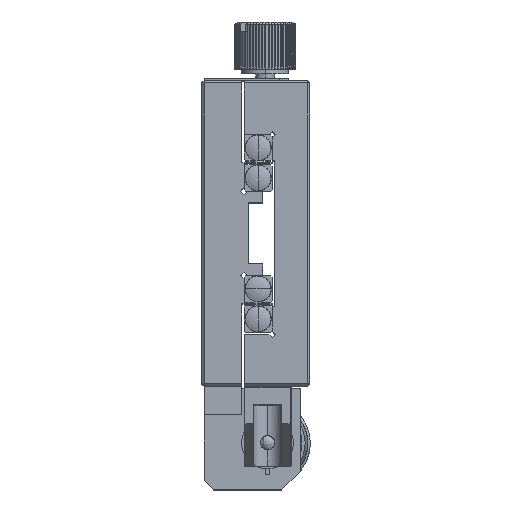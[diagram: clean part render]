
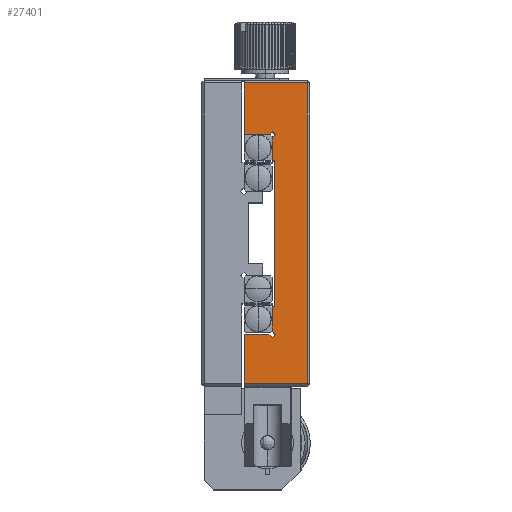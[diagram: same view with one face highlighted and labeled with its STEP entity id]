
A CAD part, top view. The second image highlights one B-rep face of the part: STEP entity #27401.
In plain terms, the highlighted planar face has unit normal (0, 0, 1).
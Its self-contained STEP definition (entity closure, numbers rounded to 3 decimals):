
#99 = EDGE_CURVE ( 'NONE', #31728, #40194, #13047, .T. ) ;
#332 = VECTOR ( 'NONE', #10189, 1000. ) ;
#397 = CARTESIAN_POINT ( 'NONE',  ( -5.187, -217.641, 32.5 ) ) ;
#539 = DIRECTION ( 'NONE',  ( 0.707, 0.707, 0. ) ) ;
#601 = LINE ( 'NONE', #397, #22677 ) ;
#668 = CARTESIAN_POINT ( 'NONE',  ( 2.813, -254.641, 32.5 ) ) ;
#986 = LINE ( 'NONE', #13993, #7704 ) ;
#1224 = ORIENTED_EDGE ( 'NONE', *, *, #37377, .T. ) ;
#1785 = DIRECTION ( 'NONE',  ( 0., -1., 0. ) ) ;
#1900 = CARTESIAN_POINT ( 'NONE',  ( -4.687, -248.641, 32.5 ) ) ;
#2030 = VERTEX_POINT ( 'NONE', #35290 ) ;
#2251 = ORIENTED_EDGE ( 'NONE', *, *, #28081, .T. ) ;
#2252 = ORIENTED_EDGE ( 'NONE', *, *, #20816, .T. ) ;
#2357 = ORIENTED_EDGE ( 'NONE', *, *, #22895, .T. ) ;
#2358 = CARTESIAN_POINT ( 'NONE',  ( -5.187, -255.349, 32.5 ) ) ;
#2501 = VECTOR ( 'NONE', #16857, 1000. ) ;
#2925 = LINE ( 'NONE', #30580, #17810 ) ;
#3524 = VERTEX_POINT ( 'NONE', #3549 ) ;
#3549 = CARTESIAN_POINT ( 'NONE',  ( -4.48, -212.141, 32.5 ) ) ;
#3907 = LINE ( 'NONE', #668, #4103 ) ;
#4076 = CARTESIAN_POINT ( 'NONE',  ( 2.313, -201.141, 32.5 ) ) ;
#4103 = VECTOR ( 'NONE', #28708, 1000. ) ;
#4124 = CARTESIAN_POINT ( 'NONE',  ( -5.187, -212.849, 32.5 ) ) ;
#4419 = CARTESIAN_POINT ( 'NONE',  ( -5.187, -253.934, 32.5 ) ) ;
#4579 = VECTOR ( 'NONE', #9180, 1000. ) ;
#5002 = DIRECTION ( 'NONE',  ( 1., 0., 0. ) ) ;
#6627 = VERTEX_POINT ( 'NONE', #24189 ) ;
#6921 = DIRECTION ( 'NONE',  ( -1., 0., 0. ) ) ;
#7690 = ORIENTED_EDGE ( 'NONE', *, *, #16063, .T. ) ;
#7704 = VECTOR ( 'NONE', #26392, 1000. ) ;
#7891 = VERTEX_POINT ( 'NONE', #2358 ) ;
#8375 = VECTOR ( 'NONE', #539, 1000. ) ;
#8491 = ORIENTED_EDGE ( 'NONE', *, *, #14494, .T. ) ;
#8659 = LINE ( 'NONE', #39749, #31430 ) ;
#8693 = DIRECTION ( 'NONE',  ( 0.707, -0.707, 0. ) ) ;
#9094 = CARTESIAN_POINT ( 'NONE',  ( -5.187, -211.434, 32.5 ) ) ;
#9180 = DIRECTION ( 'NONE',  ( 0.707, -0.707, 0. ) ) ;
#9749 = DIRECTION ( 'NONE',  ( 0., -1., 0. ) ) ;
#9891 = LINE ( 'NONE', #9094, #8375 ) ;
#10189 = DIRECTION ( 'NONE',  ( 1., 0., 0. ) ) ;
#10898 = LINE ( 'NONE', #32647, #29072 ) ;
#11592 = VERTEX_POINT ( 'NONE', #26321 ) ;
#13002 = CARTESIAN_POINT ( 'NONE',  ( 2.313, -200.641, 32.5 ) ) ;
#13024 = DIRECTION ( 'NONE',  ( -0.707, 0.707, 0. ) ) ;
#13047 = LINE ( 'NONE', #22210, #332 ) ;
#13993 = CARTESIAN_POINT ( 'NONE',  ( -5.187, -255.349, 32.5 ) ) ;
#14494 = EDGE_CURVE ( 'NONE', #33398, #11592, #8659, .T. ) ;
#14884 = VERTEX_POINT ( 'NONE', #1900 ) ;
#14980 = ORIENTED_EDGE ( 'NONE', *, *, #19697, .T. ) ;
#15790 = ORIENTED_EDGE ( 'NONE', *, *, #30961, .T. ) ;
#15880 = CARTESIAN_POINT ( 'NONE',  ( -5.187, -255.349, 32.5 ) ) ;
#15961 = EDGE_CURVE ( 'NONE', #11592, #14884, #24415, .T. ) ;
#16063 = EDGE_CURVE ( 'NONE', #32004, #31963, #21984, .T. ) ;
#16143 = ORIENTED_EDGE ( 'NONE', *, *, #35365, .T. ) ;
#16857 = DIRECTION ( 'NONE',  ( -1., 0., 0. ) ) ;
#16934 = VECTOR ( 'NONE', #21862, 1000. ) ;
#17217 = DIRECTION ( 'NONE',  ( 0., -1., 0. ) ) ;
#17264 = PLANE ( 'NONE',  #29034 ) ;
#17424 = VECTOR ( 'NONE', #8693, 1000. ) ;
#17810 = VECTOR ( 'NONE', #34219, 1000. ) ;
#18132 = CARTESIAN_POINT ( 'NONE',  ( -5.187, -211.434, 32.5 ) ) ;
#18136 = VERTEX_POINT ( 'NONE', #4124 ) ;
#18539 = CARTESIAN_POINT ( 'NONE',  ( -4.687, -265.641, 32.5 ) ) ;
#19070 = ORIENTED_EDGE ( 'NONE', *, *, #15961, .T. ) ;
#19143 = ORIENTED_EDGE ( 'NONE', *, *, #25189, .T. ) ;
#19697 = EDGE_CURVE ( 'NONE', #7891, #6627, #28473, .T. ) ;
#19720 = LINE ( 'NONE', #35734, #2501 ) ;
#20110 = LINE ( 'NONE', #4419, #32567 ) ;
#20126 = FACE_OUTER_BOUND ( 'NONE', #33445, .T. ) ;
#20213 = ORIENTED_EDGE ( 'NONE', *, *, #99, .T. ) ;
#20816 = EDGE_CURVE ( 'NONE', #23513, #29616, #33968, .T. ) ;
#21486 = EDGE_CURVE ( 'NONE', #29200, #23513, #20110, .T. ) ;
#21664 = LINE ( 'NONE', #34036, #16934 ) ;
#21862 = DIRECTION ( 'NONE',  ( 1., 0., 0. ) ) ;
#21964 = CARTESIAN_POINT ( 'NONE',  ( -5.187, -217.641, 32.5 ) ) ;
#21984 = LINE ( 'NONE', #31110, #32719 ) ;
#22210 = CARTESIAN_POINT ( 'NONE',  ( 2.813, -212.141, 32.5 ) ) ;
#22677 = VECTOR ( 'NONE', #31500, 1000. ) ;
#22895 = EDGE_CURVE ( 'NONE', #37746, #3524, #33286, .T. ) ;
#23050 = ORIENTED_EDGE ( 'NONE', *, *, #31425, .T. ) ;
#23513 = VERTEX_POINT ( 'NONE', #39671 ) ;
#23716 = CARTESIAN_POINT ( 'NONE',  ( -5.187, -248.641, 32.5 ) ) ;
#24189 = CARTESIAN_POINT ( 'NONE',  ( -5.894, -254.641, 32.5 ) ) ;
#24415 = LINE ( 'NONE', #18539, #28251 ) ;
#24452 = CARTESIAN_POINT ( 'NONE',  ( -4.48, -254.641, 32.5 ) ) ;
#24652 = DIRECTION ( 'NONE',  ( 0., -1., 0. ) ) ;
#24823 = CARTESIAN_POINT ( 'NONE',  ( -5.187, -253.934, 32.5 ) ) ;
#24911 = EDGE_CURVE ( 'NONE', #14884, #29200, #19720, .T. ) ;
#24963 = EDGE_CURVE ( 'NONE', #29616, #7891, #986, .T. ) ;
#25077 = CARTESIAN_POINT ( 'NONE',  ( -5.894, -212.141, 32.5 ) ) ;
#25189 = EDGE_CURVE ( 'NONE', #40194, #37746, #9891, .T. ) ;
#25947 = VERTEX_POINT ( 'NONE', #26894 ) ;
#26139 = ORIENTED_EDGE ( 'NONE', *, *, #21486, .T. ) ;
#26203 = LINE ( 'NONE', #13002, #39348 ) ;
#26321 = CARTESIAN_POINT ( 'NONE',  ( -4.687, -217.641, 32.5 ) ) ;
#26392 = DIRECTION ( 'NONE',  ( -0.707, -0.707, 0. ) ) ;
#26620 = VECTOR ( 'NONE', #24652, 1000. ) ;
#26894 = CARTESIAN_POINT ( 'NONE',  ( -11.187, -254.641, 32.5 ) ) ;
#27401 = ADVANCED_FACE ( 'NONE', ( #20126 ), #17264, .T. ) ;
#27789 = CARTESIAN_POINT ( 'NONE',  ( -11.187, -265.141, 32.5 ) ) ;
#28081 = EDGE_CURVE ( 'NONE', #33754, #2030, #21664, .T. ) ;
#28251 = VECTOR ( 'NONE', #30905, 1000. ) ;
#28473 = LINE ( 'NONE', #15880, #33084 ) ;
#28708 = DIRECTION ( 'NONE',  ( -1., 0., 0. ) ) ;
#29034 = AXIS2_PLACEMENT_3D ( 'NONE', #29646, #29849, #1785 ) ;
#29072 = VECTOR ( 'NONE', #17217, 1000. ) ;
#29200 = VERTEX_POINT ( 'NONE', #23716 ) ;
#29616 = VERTEX_POINT ( 'NONE', #24452 ) ;
#29646 = CARTESIAN_POINT ( 'NONE',  ( 2.813, -265.641, 32.5 ) ) ;
#29849 = DIRECTION ( 'NONE',  ( 0., 0., 1. ) ) ;
#30335 = CARTESIAN_POINT ( 'NONE',  ( -11.187, -212.141, 32.5 ) ) ;
#30580 = CARTESIAN_POINT ( 'NONE',  ( -4.48, -212.141, 32.5 ) ) ;
#30905 = DIRECTION ( 'NONE',  ( 0., -1., 0. ) ) ;
#30961 = EDGE_CURVE ( 'NONE', #6627, #25947, #3907, .T. ) ;
#31110 = CARTESIAN_POINT ( 'NONE',  ( 2.813, -201.141, 32.5 ) ) ;
#31425 = EDGE_CURVE ( 'NONE', #3524, #18136, #2925, .T. ) ;
#31430 = VECTOR ( 'NONE', #5002, 1000. ) ;
#31500 = DIRECTION ( 'NONE',  ( 0., -1., 0. ) ) ;
#31728 = VERTEX_POINT ( 'NONE', #30335 ) ;
#31963 = VERTEX_POINT ( 'NONE', #32136 ) ;
#32004 = VERTEX_POINT ( 'NONE', #4076 ) ;
#32136 = CARTESIAN_POINT ( 'NONE',  ( -11.187, -201.141, 32.5 ) ) ;
#32279 = DIRECTION ( 'NONE',  ( 0., -1., 0. ) ) ;
#32285 = ORIENTED_EDGE ( 'NONE', *, *, #33546, .F. ) ;
#32567 = VECTOR ( 'NONE', #32279, 1000. ) ;
#32647 = CARTESIAN_POINT ( 'NONE',  ( -11.187, -265.641, 32.5 ) ) ;
#32719 = VECTOR ( 'NONE', #6921, 1000. ) ;
#33084 = VECTOR ( 'NONE', #13024, 1000. ) ;
#33286 = LINE ( 'NONE', #36522, #17424 ) ;
#33398 = VERTEX_POINT ( 'NONE', #21964 ) ;
#33445 = EDGE_LOOP ( 'NONE', ( #32285, #7690, #1224, #20213, #19143, #2357, #23050, #40057, #8491, #19070, #38486, #26139, #2252, #34593, #14980, #15790, #16143, #2251 ) ) ;
#33546 = EDGE_CURVE ( 'NONE', #32004, #2030, #26203, .T. ) ;
#33754 = VERTEX_POINT ( 'NONE', #27789 ) ;
#33968 = LINE ( 'NONE', #24823, #4579 ) ;
#34036 = CARTESIAN_POINT ( 'NONE',  ( 2.813, -265.141, 32.5 ) ) ;
#34219 = DIRECTION ( 'NONE',  ( -0.707, -0.707, 0. ) ) ;
#34591 = CARTESIAN_POINT ( 'NONE',  ( -11.187, -265.641, 32.5 ) ) ;
#34593 = ORIENTED_EDGE ( 'NONE', *, *, #24963, .T. ) ;
#35290 = CARTESIAN_POINT ( 'NONE',  ( 2.313, -265.141, 32.5 ) ) ;
#35365 = EDGE_CURVE ( 'NONE', #25947, #33754, #10898, .T. ) ;
#35734 = CARTESIAN_POINT ( 'NONE',  ( 2.813, -248.641, 32.5 ) ) ;
#36522 = CARTESIAN_POINT ( 'NONE',  ( -4.48, -212.141, 32.5 ) ) ;
#36690 = EDGE_CURVE ( 'NONE', #18136, #33398, #601, .T. ) ;
#37377 = EDGE_CURVE ( 'NONE', #31963, #31728, #37642, .T. ) ;
#37642 = LINE ( 'NONE', #34591, #26620 ) ;
#37746 = VERTEX_POINT ( 'NONE', #18132 ) ;
#38486 = ORIENTED_EDGE ( 'NONE', *, *, #24911, .T. ) ;
#39348 = VECTOR ( 'NONE', #9749, 1000. ) ;
#39671 = CARTESIAN_POINT ( 'NONE',  ( -5.187, -253.934, 32.5 ) ) ;
#39749 = CARTESIAN_POINT ( 'NONE',  ( 2.813, -217.641, 32.5 ) ) ;
#40057 = ORIENTED_EDGE ( 'NONE', *, *, #36690, .T. ) ;
#40194 = VERTEX_POINT ( 'NONE', #25077 ) ;
